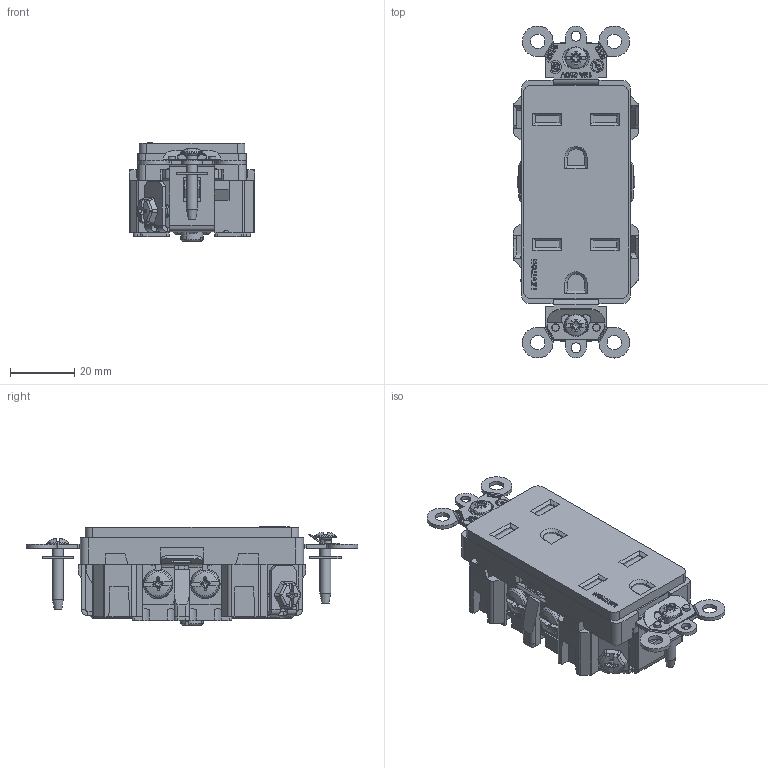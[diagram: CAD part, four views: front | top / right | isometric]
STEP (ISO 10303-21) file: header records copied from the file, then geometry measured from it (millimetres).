
FILE_DESCRIPTION (( 'STEP AP214' ), '1' );
FILE_NAME ('CATSTD-16662-00X-M01.STEP', '2020-09-30T14:38:29', ( '' ), ( '' ), 'SwSTEP 2.0', 'SolidWorks 2020', '' );
FILE_SCHEMA (( 'AUTOMOTIVE_DESIGN' ));
Length unit declared in the file: inch
Products named in the file (1): CATSTD-16662-00X-M01
Bounding box: 38.89 x 103.17 x 30.63 mm (x, y, z)
Volume: 59615.7 mm3; surface area: 37895.4 mm2
Topology: 11 solids, 16 shells, 2539 faces, 7143 edges, 4608 vertices
Faces by surface type: plane 1814, cylinder 393, cone 131, bspline 125, torus 46, sphere 30
Full cylindrical faces by diameter (mm): 1.321 x2, 2.184 x4, 2.362 x2, 2.438 x2, 2.858 x2, 3.099 x2, 3.229 x1, 3.251 x1, 3.404 x2, 3.556 x2, 3.81 x1, 3.962 x1, 4.521 x4, 4.75 x1, 4.803 x4, 5.385 x1, 6.858 x2
Entity records: 122965 total; most frequent: CARTESIAN_POINT 26156, ORIENTED_EDGE 14012, DIRECTION 12217, EDGE_CURVE 7006, VECTOR 5029, LINE 5029, VERTEX_POINT 4564, AXIS2_PLACEMENT_3D 3594
